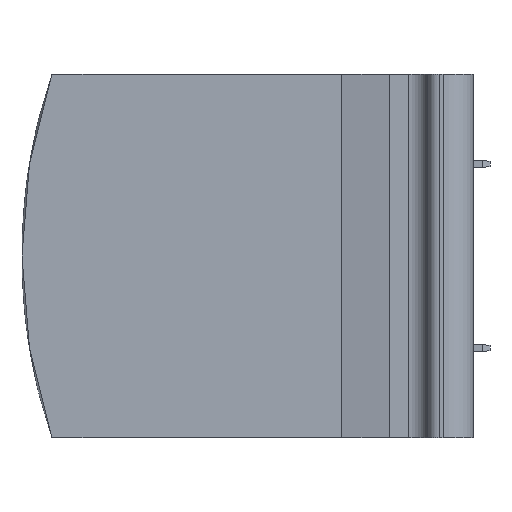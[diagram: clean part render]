
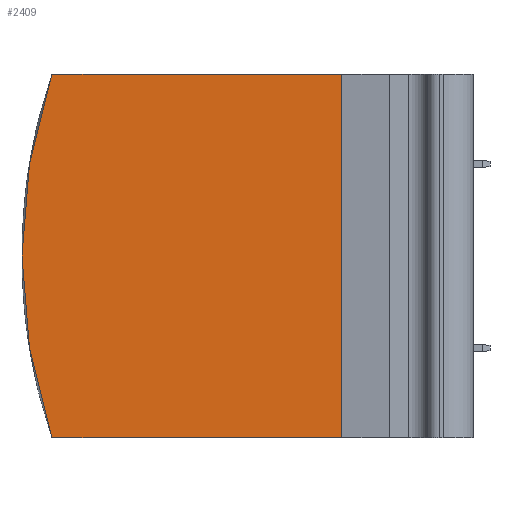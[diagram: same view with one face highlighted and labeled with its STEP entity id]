
A CAD part, left-side view. The second image highlights one B-rep face of the part: STEP entity #2409.
In plain terms, the highlighted planar face has unit normal (-1, 0, 0).
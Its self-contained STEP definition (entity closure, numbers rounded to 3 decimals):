
#39=CIRCLE('',#2574,36.981);
#297=ORIENTED_EDGE('',*,*,#957,.F.);
#298=ORIENTED_EDGE('',*,*,#929,.F.);
#299=ORIENTED_EDGE('',*,*,#917,.F.);
#300=ORIENTED_EDGE('',*,*,#946,.F.);
#917=EDGE_CURVE('',#1230,#1231,#39,.T.);
#929=EDGE_CURVE('',#1231,#1242,#1484,.T.);
#946=EDGE_CURVE('',#1255,#1230,#1497,.T.);
#957=EDGE_CURVE('',#1242,#1255,#1504,.T.);
#1230=VERTEX_POINT('',#3667);
#1231=VERTEX_POINT('',#3669);
#1242=VERTEX_POINT('',#3734);
#1255=VERTEX_POINT('',#3765);
#1484=LINE('',#3733,#1731);
#1497=LINE('',#3766,#1744);
#1504=LINE('',#3786,#1751);
#1731=VECTOR('',#2930,1000.);
#1744=VECTOR('',#2955,1000.);
#1751=VECTOR('',#2972,1000.);
#1929=EDGE_LOOP('',(#297,#298,#299,#300));
#2122=FACE_BOUND('',#1929,.T.);
#2306=PLANE('',#2589);
#2409=ADVANCED_FACE('',(#2122),#2306,.F.);
#2574=AXIS2_PLACEMENT_3D('',#3668,#2915,#2916);
#2589=AXIS2_PLACEMENT_3D('',#3785,#2970,#2971);
#2915=DIRECTION('',(1.,0.,0.));
#2916=DIRECTION('',(0.,0.,-1.));
#2930=DIRECTION('',(0.,-1.,0.));
#2955=DIRECTION('',(0.,1.,0.));
#2970=DIRECTION('',(1.,0.,0.));
#2971=DIRECTION('',(0.,0.,-1.));
#2972=DIRECTION('',(0.,0.,-1.));
#3667=CARTESIAN_POINT('',(-71.9,22.,-11.85));
#3668=CARTESIAN_POINT('',(-71.9,-13.031,0.));
#3669=CARTESIAN_POINT('',(-71.9,22.,11.85));
#3733=CARTESIAN_POINT('',(-71.9,22.,11.85));
#3734=CARTESIAN_POINT('',(-71.9,3.118,11.85));
#3765=CARTESIAN_POINT('',(-71.9,3.118,-11.85));
#3766=CARTESIAN_POINT('',(-71.9,0.,-11.85));
#3785=CARTESIAN_POINT('',(-71.9,-13.031,0.));
#3786=CARTESIAN_POINT('',(-71.9,3.118,0.));
